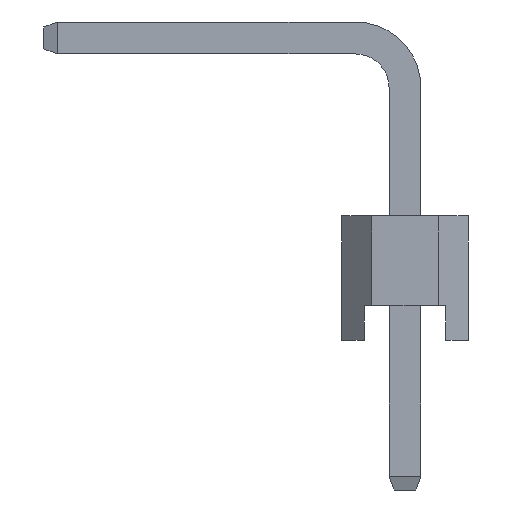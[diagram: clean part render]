
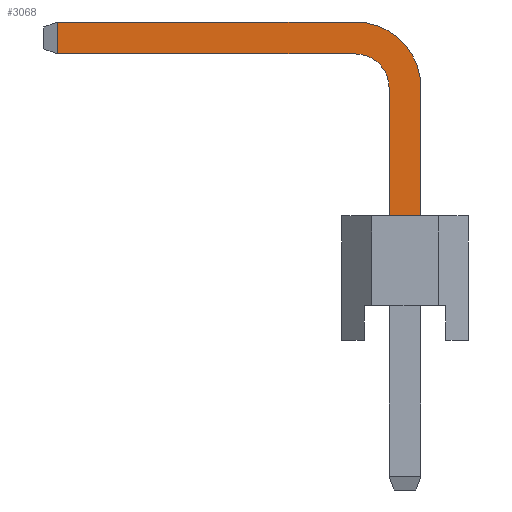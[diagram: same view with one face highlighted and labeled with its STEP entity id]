
A CAD part, left-side view. The second image highlights one B-rep face of the part: STEP entity #3068.
In plain terms, the highlighted planar face has unit normal (-1, 0, 0).
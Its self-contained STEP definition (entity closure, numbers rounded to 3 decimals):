
#3068=ADVANCED_FACE('',(#9442),#9444,.T.);
#9442=FACE_BOUND('',#9443,.T.);
#9443=EDGE_LOOP('',(#14697,#14698,#14699,#14700,#14701,#14702,#14703,#14704));
#9444=PLANE('',#9445);
#9445=AXIS2_PLACEMENT_3D('',#9446,#9447,#9448);
#9446=CARTESIAN_POINT('',(-0.32,0.32,-3.));
#9447=DIRECTION('',(-1.,0.,0.));
#9448=DIRECTION('',(0.,-1.,0.));
#14697=ORIENTED_EDGE('',*,*,#17882,.F.);
#14698=ORIENTED_EDGE('',*,*,#17883,.F.);
#14699=ORIENTED_EDGE('',*,*,#17884,.F.);
#14700=ORIENTED_EDGE('',*,*,#17871,.F.);
#14701=ORIENTED_EDGE('',*,*,#16690,.T.);
#14702=ORIENTED_EDGE('',*,*,#17881,.T.);
#14703=ORIENTED_EDGE('',*,*,#17885,.T.);
#14704=ORIENTED_EDGE('',*,*,#17886,.T.);
#16690=EDGE_CURVE('',#18900,#18904,#18906,.T.);
#17871=EDGE_CURVE('',#18900,#20889,#20890,.T.);
#17881=EDGE_CURVE('',#18904,#20905,#20907,.T.);
#17882=EDGE_CURVE('',#20908,#20909,#20910,.T.);
#17883=EDGE_CURVE('',#20911,#20908,#20912,.T.);
#17884=EDGE_CURVE('',#20889,#20911,#20913,.T.);
#17885=EDGE_CURVE('',#20905,#20914,#20915,.T.);
#17886=EDGE_CURVE('',#20914,#20909,#20916,.T.);
#18900=VERTEX_POINT('',#22602);
#18904=VERTEX_POINT('',#22610);
#18906=LINE('',#22614,#22615);
#20889=VERTEX_POINT('',#27051);
#20890=LINE('',#27052,#27053);
#20905=VERTEX_POINT('',#27087);
#20907=LINE('',#27091,#27092);
#20908=VERTEX_POINT('',#27094);
#20909=VERTEX_POINT('',#27095);
#20910=LINE('',#27096,#27097);
#20911=VERTEX_POINT('',#27099);
#20912=LINE('',#27100,#27101);
#20913=CIRCLE('',#27103,0.68);
#20914=VERTEX_POINT('',#27107);
#20915=CIRCLE('',#27108,1.32);
#20916=LINE('',#27112,#27113);
#22602=CARTESIAN_POINT('',(-0.32,0.32,2.5));
#22610=CARTESIAN_POINT('',(-0.32,-0.32,2.5));
#22614=CARTESIAN_POINT('',(-0.32,0.32,2.5));
#22615=VECTOR('',#22616,1.);
#22616=DIRECTION('',(0.,-1.,0.));
#27051=CARTESIAN_POINT('',(-0.32,0.32,5.07));
#27052=CARTESIAN_POINT('',(-0.32,0.32,2.5));
#27053=VECTOR('',#27054,1.);
#27054=DIRECTION('',(0.,0.,1.));
#27087=CARTESIAN_POINT('',(-0.32,-0.32,5.07));
#27091=CARTESIAN_POINT('',(-0.32,-0.32,2.5));
#27092=VECTOR('',#27093,1.);
#27093=DIRECTION('',(0.,0.,1.));
#27094=CARTESIAN_POINT('',(-0.32,6.975,5.75));
#27095=CARTESIAN_POINT('',(-0.32,6.975,6.39));
#27096=CARTESIAN_POINT('',(-0.32,6.975,5.75));
#27097=VECTOR('',#27098,1.);
#27098=DIRECTION('',(0.,0.,1.));
#27099=CARTESIAN_POINT('',(-0.32,1.,5.75));
#27100=CARTESIAN_POINT('',(-0.32,1.,5.75));
#27101=VECTOR('',#27102,1.);
#27102=DIRECTION('',(0.,1.,0.));
#27103=AXIS2_PLACEMENT_3D('',#27104,#27105,#27106);
#27104=CARTESIAN_POINT('',(-0.32,1.,5.07));
#27105=DIRECTION('',(-1.,-0.,0.));
#27106=DIRECTION('',(0.,-1.,0.));
#27107=CARTESIAN_POINT('',(-0.32,1.,6.39));
#27108=AXIS2_PLACEMENT_3D('',#27109,#27110,#27111);
#27109=CARTESIAN_POINT('',(-0.32,1.,5.07));
#27110=DIRECTION('',(-1.,-0.,0.));
#27111=DIRECTION('',(0.,-1.,0.));
#27112=CARTESIAN_POINT('',(-0.32,1.,6.39));
#27113=VECTOR('',#27114,1.);
#27114=DIRECTION('',(0.,1.,0.));
